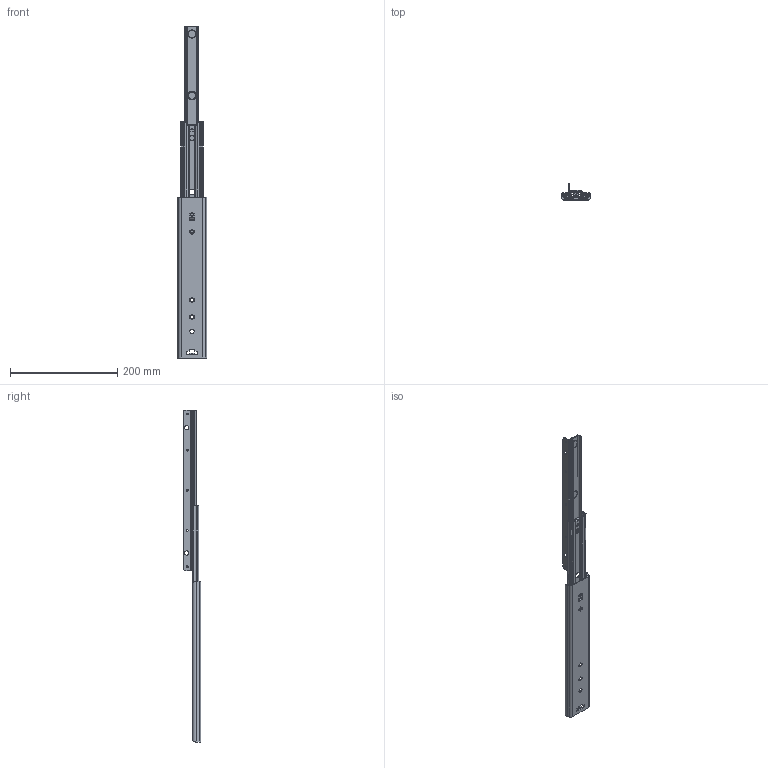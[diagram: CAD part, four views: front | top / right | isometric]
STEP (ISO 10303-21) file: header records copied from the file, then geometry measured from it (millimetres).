
FILE_DESCRIPTION((''),'2;1');
FILE_NAME('112-S01_ASM','2015-05-06T',('w.jans'),(''),'PRO/ENGINEER BY PARAMETRIC TECHNOLOGY CORPORATION, 2003450','PRO/ENGINEER BY PARAMETRIC TECHNOLOGY CORPORATION, 2003450','');
FILE_SCHEMA(('CONFIG_CONTROL_DESIGN'));
Length unit declared in the file: millimetre
Products named in the file (26): 112-S01-SKEL; 511-12-S01-HD_AF0; 511-12-S01-HD_ASM; 515-6XX-12-S01; 911-074; 515-6XX-12-S01_ASM; 512-12-S01-UA2; 512-12-S01-UA2_ASM; 515-7XX-12-S01_AF0; 911-075_AF0; 911-075_AF1; 911-075_AF2; 911-075_AF3; 911-075_AF4; 911-075_AF5; 911-075_AF6; 911-075_AF7; 911-075_AF8; 911-075_AF9; 911-075_AF10; 911-075_AF11; 515-7XX-12-S01_ASM; 513-12-S01-U3; 516-103; 513-12-S01-U3_ASM; 112-S01_ASM
Assembly tree (42 placements, depth 3):
  112-S01_ASM
    112-S01-SKEL
    511-12-S01-HD_ASM
      511-12-S01-HD_AF0
    515-6XX-12-S01_ASM
      515-6XX-12-S01
      911-074  x18
    512-12-S01-UA2_ASM
      512-12-S01-UA2
    515-7XX-12-S01_ASM
      515-7XX-12-S01_AF0
      911-075_AF0
      911-075_AF1
      911-075_AF2
      911-075_AF3
      911-075_AF4
      911-075_AF5
      911-075_AF6
      911-075_AF7
      911-075_AF8
      911-075_AF9
      911-075_AF10
      911-075_AF11
    513-12-S01-U3_ASM
      513-12-S01-U3
      516-103
Bounding box: 55.8 x 32.5 x 620 mm (x, y, z)
Volume: 120545 mm3; surface area: 166802.3 mm2
Topology: 36 solids, 36 shells, 1108 faces, 3153 edges, 1994 vertices
Faces by surface type: plane 558, cylinder 436, sphere 60, cone 24, torus 22, bspline 8
Entity records: 38208 total; most frequent: CARTESIAN_POINT 9452, ORIENTED_EDGE 5998, DIRECTION 5937, EDGE_CURVE 2999, AXIS2_PLACEMENT_3D 2050, VERTEX_POINT 1960, VECTOR 1837, LINE 1837
